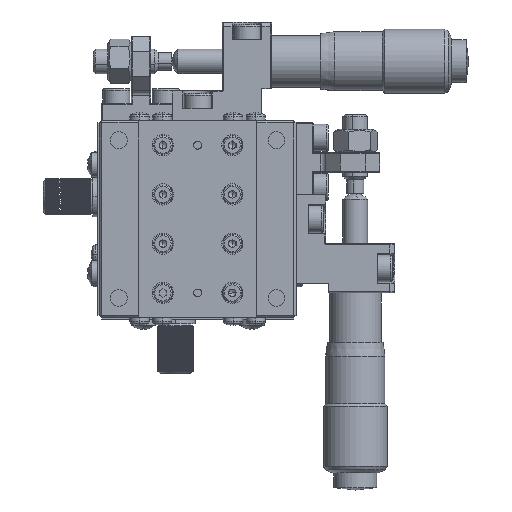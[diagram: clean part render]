
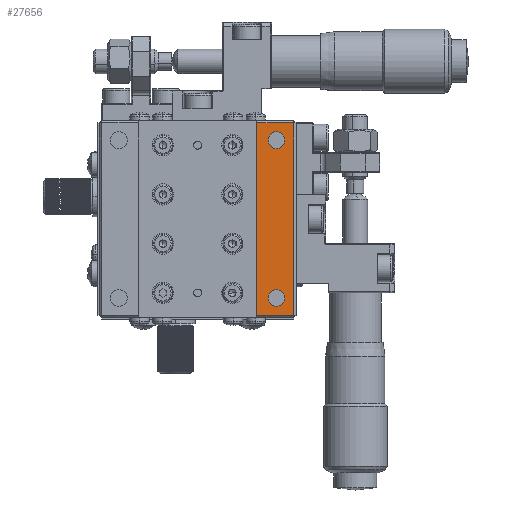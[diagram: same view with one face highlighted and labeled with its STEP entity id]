
A CAD part, left-side view. The second image highlights one B-rep face of the part: STEP entity #27656.
In plain terms, the highlighted planar face has unit normal (-1, 0, 0).
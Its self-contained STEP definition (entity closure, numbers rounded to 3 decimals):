
#601 = CIRCLE ( 'NONE', #33107, 1.7 ) ;
#864 = DIRECTION ( 'NONE',  ( 1., 0., 0. ) ) ;
#3256 = VERTEX_POINT ( 'NONE', #37805 ) ;
#5155 = DIRECTION ( 'NONE',  ( 0., 0., -1. ) ) ;
#6560 = DIRECTION ( 'NONE',  ( 1., 0., 0. ) ) ;
#6918 = EDGE_CURVE ( 'NONE', #12422, #3256, #16799, .T. ) ;
#7018 = ORIENTED_EDGE ( 'NONE', *, *, #31259, .T. ) ;
#7898 = EDGE_CURVE ( 'NONE', #3256, #12422, #37552, .T. ) ;
#10656 = CARTESIAN_POINT ( 'NONE',  ( 0., 4., 4. ) ) ;
#11035 = ORIENTED_EDGE ( 'NONE', *, *, #31432, .T. ) ;
#12422 = VERTEX_POINT ( 'NONE', #24437 ) ;
#13142 = ORIENTED_EDGE ( 'NONE', *, *, #23296, .F. ) ;
#13418 = VERTEX_POINT ( 'NONE', #17543 ) ;
#13969 = LINE ( 'NONE', #36394, #17781 ) ;
#14621 = CARTESIAN_POINT ( 'NONE',  ( 0., 40., 0.5 ) ) ;
#15217 = VECTOR ( 'NONE', #19515, 1000. ) ;
#15369 = FACE_BOUND ( 'NONE', #23265, .T. ) ;
#16233 = ORIENTED_EDGE ( 'NONE', *, *, #27055, .T. ) ;
#16799 = CIRCLE ( 'NONE', #55238, 1.7 ) ;
#17499 = LINE ( 'NONE', #45863, #34272 ) ;
#17543 = CARTESIAN_POINT ( 'NONE',  ( 0., 4., 5.7 ) ) ;
#17781 = VECTOR ( 'NONE', #32120, 1000. ) ;
#19515 = DIRECTION ( 'NONE',  ( 0., -1., 0. ) ) ;
#19769 = ORIENTED_EDGE ( 'NONE', *, *, #57267, .T. ) ;
#20204 = AXIS2_PLACEMENT_3D ( 'NONE', #55644, #6560, #20888 ) ;
#20312 = CARTESIAN_POINT ( 'NONE',  ( 0., 4., 36. ) ) ;
#20803 = PLANE ( 'NONE',  #56530 ) ;
#20888 = DIRECTION ( 'NONE',  ( 0., 0., -1. ) ) ;
#21763 = DIRECTION ( 'NONE',  ( 0., 1., 0. ) ) ;
#21939 = DIRECTION ( 'NONE',  ( 0., 0., 1. ) ) ;
#23265 = EDGE_LOOP ( 'NONE', ( #53690, #33757 ) ) ;
#23296 = EDGE_CURVE ( 'NONE', #34339, #34588, #28071, .T. ) ;
#23949 = CARTESIAN_POINT ( 'NONE',  ( 0., 4., 36. ) ) ;
#24389 = LINE ( 'NONE', #14621, #15217 ) ;
#24437 = CARTESIAN_POINT ( 'NONE',  ( 0., 4., 37.7 ) ) ;
#25729 = CARTESIAN_POINT ( 'NONE',  ( 0., 40., 40. ) ) ;
#25846 = CARTESIAN_POINT ( 'NONE',  ( 0., 0.5, 39.5 ) ) ;
#26941 = CIRCLE ( 'NONE', #20204, 1.7 ) ;
#27055 = EDGE_CURVE ( 'NONE', #37698, #29044, #13969, .T. ) ;
#27287 = CARTESIAN_POINT ( 'NONE',  ( 0., 8., 0. ) ) ;
#27656 = ADVANCED_FACE ( 'NONE', ( #39058, #45900, #15369 ), #20803, .F. ) ;
#28071 = LINE ( 'NONE', #27287, #52501 ) ;
#28238 = VERTEX_POINT ( 'NONE', #37344 ) ;
#29044 = VERTEX_POINT ( 'NONE', #25846 ) ;
#30841 = DIRECTION ( 'NONE',  ( 1., 0., 0. ) ) ;
#31259 = EDGE_CURVE ( 'NONE', #34339, #37698, #24389, .T. ) ;
#31432 = EDGE_CURVE ( 'NONE', #29044, #34588, #17499, .T. ) ;
#32120 = DIRECTION ( 'NONE',  ( 0., 0., 1. ) ) ;
#33107 = AXIS2_PLACEMENT_3D ( 'NONE', #10656, #59734, #35639 ) ;
#33757 = ORIENTED_EDGE ( 'NONE', *, *, #6918, .T. ) ;
#33979 = DIRECTION ( 'NONE',  ( 0., 0., -1. ) ) ;
#34272 = VECTOR ( 'NONE', #21763, 1000. ) ;
#34339 = VERTEX_POINT ( 'NONE', #61642 ) ;
#34588 = VERTEX_POINT ( 'NONE', #35811 ) ;
#35639 = DIRECTION ( 'NONE',  ( 0., 0., -1. ) ) ;
#35811 = CARTESIAN_POINT ( 'NONE',  ( 0., 8., 39.5 ) ) ;
#36394 = CARTESIAN_POINT ( 'NONE',  ( 0., 0.5, 40. ) ) ;
#37344 = CARTESIAN_POINT ( 'NONE',  ( 0., 4., 2.3 ) ) ;
#37552 = CIRCLE ( 'NONE', #53667, 1.7 ) ;
#37698 = VERTEX_POINT ( 'NONE', #52295 ) ;
#37755 = ORIENTED_EDGE ( 'NONE', *, *, #53893, .T. ) ;
#37805 = CARTESIAN_POINT ( 'NONE',  ( 0., 4., 34.3 ) ) ;
#39058 = FACE_OUTER_BOUND ( 'NONE', #41609, .T. ) ;
#40641 = DIRECTION ( 'NONE',  ( 0., 0., -1. ) ) ;
#41609 = EDGE_LOOP ( 'NONE', ( #11035, #13142, #7018, #16233 ) ) ;
#45863 = CARTESIAN_POINT ( 'NONE',  ( 0., 40., 39.5 ) ) ;
#45900 = FACE_BOUND ( 'NONE', #47100, .T. ) ;
#47100 = EDGE_LOOP ( 'NONE', ( #37755, #19769 ) ) ;
#52295 = CARTESIAN_POINT ( 'NONE',  ( 0., 0.5, 0.5 ) ) ;
#52501 = VECTOR ( 'NONE', #21939, 1000. ) ;
#53667 = AXIS2_PLACEMENT_3D ( 'NONE', #23949, #63177, #33979 ) ;
#53690 = ORIENTED_EDGE ( 'NONE', *, *, #7898, .T. ) ;
#53893 = EDGE_CURVE ( 'NONE', #28238, #13418, #601, .T. ) ;
#55238 = AXIS2_PLACEMENT_3D ( 'NONE', #20312, #864, #5155 ) ;
#55644 = CARTESIAN_POINT ( 'NONE',  ( 0., 4., 4. ) ) ;
#56530 = AXIS2_PLACEMENT_3D ( 'NONE', #25729, #30841, #40641 ) ;
#57267 = EDGE_CURVE ( 'NONE', #13418, #28238, #26941, .T. ) ;
#59734 = DIRECTION ( 'NONE',  ( 1., 0., 0. ) ) ;
#61642 = CARTESIAN_POINT ( 'NONE',  ( 0., 8., 0.5 ) ) ;
#63177 = DIRECTION ( 'NONE',  ( 1., 0., 0. ) ) ;
